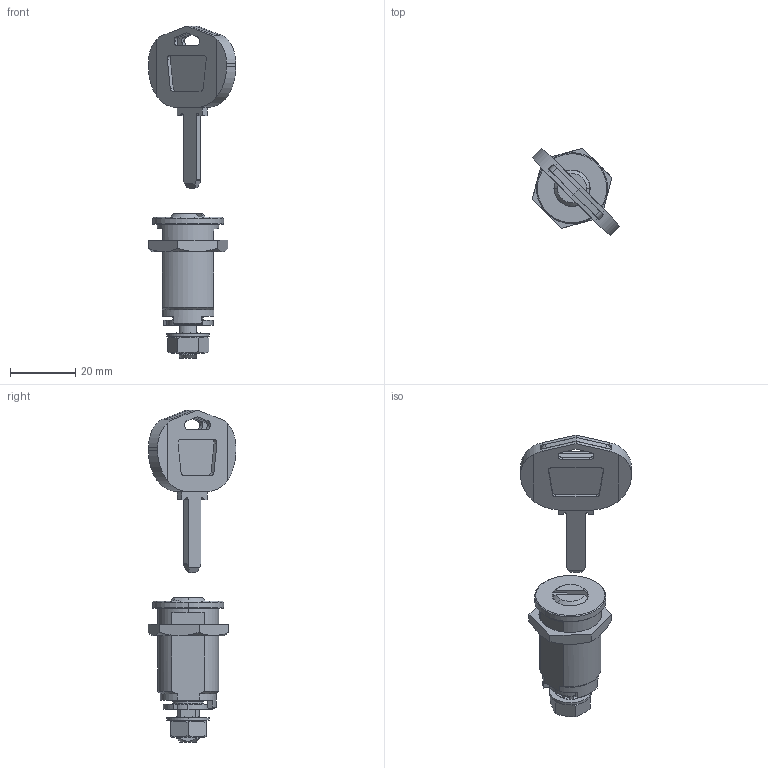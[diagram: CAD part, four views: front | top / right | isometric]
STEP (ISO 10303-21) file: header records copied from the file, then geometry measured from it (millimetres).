
FILE_DESCRIPTION (( 'STEP AP203' ), '1' );
FILE_NAME ('C-288-L.STEP', '2007-01-30T04:41:03', ( ' ' ), ( ' ' ), 'SwSTEP 2.0', 'SolidWorks 2006004', '' );
FILE_SCHEMA (( 'CONFIG_CONTROL_DESIGN' ));
Length unit declared in the file: millimetre
Products named in the file (9): C-288僉乕僾儗乕僩_岞_棉太倌; C-288-L僴僂僕儞僌_棉太倌; C-288-L; C-288榋妏僫僢僩俵19_棉太倌; C-288-L儘乕僞乕_棉太倌; C-288僫僢僩俵7_棉太倌; C-288僗僩僢僾僇儉_棉太倌; C-288帟晅嵗嬥_棉太倌; C-288僉乕僉儍僢僾_岞_棉太倌
Assembly tree (8 placements, depth 2):
  C-288-L
    C-288僉乕僉儍僢僾_岞_棉太倌
    C-288僗僩僢僾僇儉_棉太倌
    C-288-L僴僂僕儞僌_棉太倌
    C-288僫僢僩俵7_棉太倌
    C-288-L儘乕僞乕_棉太倌
    C-288帟晅嵗嬥_棉太倌
    C-288榋妏僫僢僩俵19_棉太倌
    C-288僉乕僾儗乕僩_岞_棉太倌
Bounding box: 26.92 x 26.96 x 102 mm (x, y, z)
Volume: 12198.8 mm3; surface area: 10447.3 mm2
Topology: 8 solids, 8 shells, 330 faces, 918 edges, 609 vertices
Faces by surface type: plane 160, cylinder 92, bspline 42, cone 30, torus 6
Entity records: 15018 total; most frequent: CARTESIAN_POINT 5810, ORIENTED_EDGE 1836, DIRECTION 1584, EDGE_CURVE 918, VERTEX_POINT 609, AXIS2_PLACEMENT_3D 535, VECTOR 514, LINE 514
